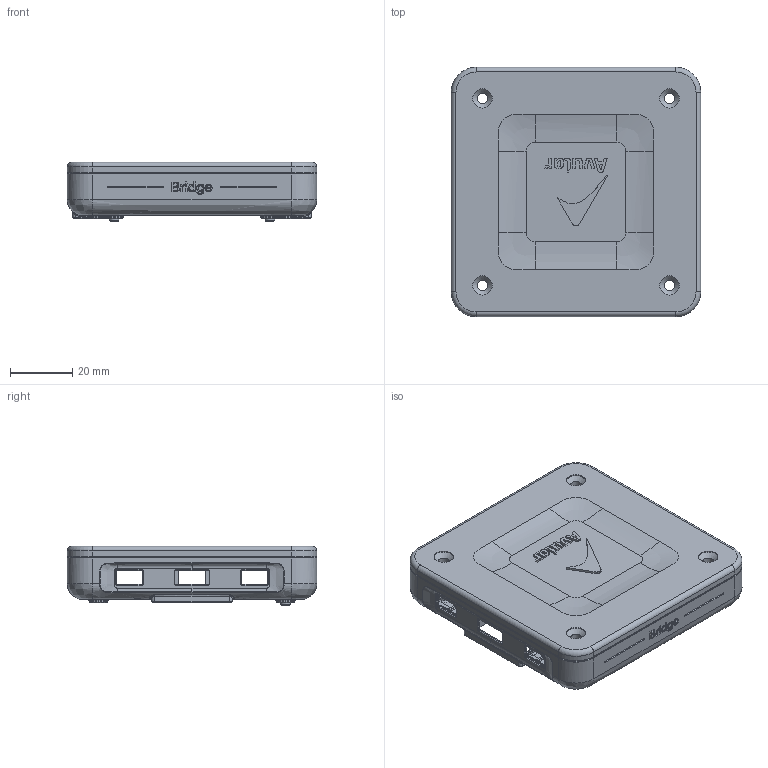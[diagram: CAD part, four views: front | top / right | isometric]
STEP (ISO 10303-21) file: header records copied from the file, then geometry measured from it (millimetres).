
FILE_DESCRIPTION(/* description */ (''),/* implementation_level */ '2;1');
FILE_NAME(/* name */ 'A002-0130-B-D9N3-R01_Bridge.stp',/* time_stamp */ '2023-08-31T10:06:23+02:00',/* author */ (''),/* organization */ (''),/* preprocessor_version */ 'ST-DEVELOPER v18.102',/* originating_system */ 'SIEMENS PLM Software NX2206.1700',/* authorisation */ '');
FILE_SCHEMA (('AUTOMOTIVE_DESIGN { 1 0 10303 214 3 1 1 1 }'));
Length unit declared in the file: millimetre
Products named in the file (1): A002-0130-B-D9N3-R01_Bridge - Assembly_objects
Bounding box: 80 x 80 x 19.05 mm (x, y, z)
Volume: 26444.4 mm3; surface area: 36792.2 mm2
Topology: 2 solids, 2 shells, 1420 faces, 3475 edges, 2123 vertices
Faces by surface type: plane 538, cylinder 351, torus 187, bspline 154, extrusion 96, cone 94
Full cylindrical faces by diameter (mm): 3.1 x2, 3.4 x8, 6 x8, 6.2 x4
Entity records: 49059 total; most frequent: CARTESIAN_POINT 17557, ORIENTED_EDGE 6830, DIRECTION 5948, EDGE_CURVE 3415, AXIS2_PLACEMENT_3D 2213, VERTEX_POINT 2111, EDGE_LOOP 1568, VECTOR 1522
